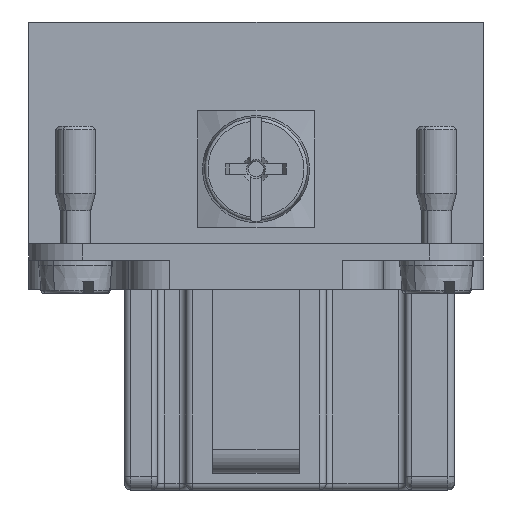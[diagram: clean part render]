
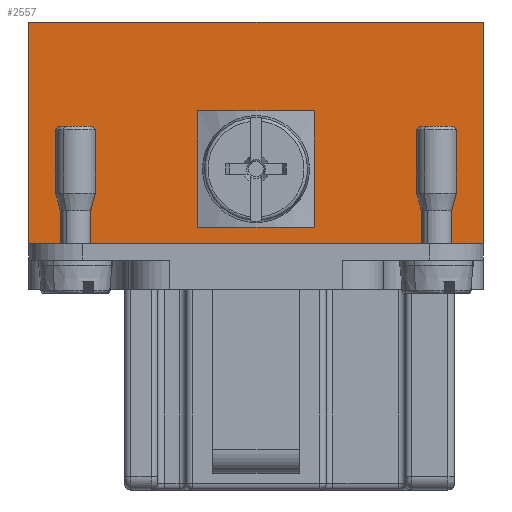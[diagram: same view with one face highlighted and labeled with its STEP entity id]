
A CAD part, left-side view. The second image highlights one B-rep face of the part: STEP entity #2557.
In plain terms, the highlighted planar face has unit normal (-1, 0, 0).
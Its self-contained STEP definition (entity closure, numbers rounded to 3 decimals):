
#2015=FACE_BOUND('',#4402,.T.);
#2016=FACE_BOUND('',#4403,.T.);
#2076=CIRCLE('',#14522,2.);
#2557=ADVANCED_FACE('',(#2015,#2016),#3248,.F.);
#3248=PLANE('',#14760);
#4402=EDGE_LOOP('',(#6240,#6241,#6242,#6243));
#4403=EDGE_LOOP('',(#6244));
#6240=ORIENTED_EDGE('',*,*,#10019,.F.);
#6241=ORIENTED_EDGE('',*,*,#9974,.F.);
#6242=ORIENTED_EDGE('',*,*,#10443,.F.);
#6243=ORIENTED_EDGE('',*,*,#10590,.F.);
#6244=ORIENTED_EDGE('',*,*,#9998,.T.);
#8744=VERTEX_POINT('',#18858);
#8745=VERTEX_POINT('',#18859);
#8765=VERTEX_POINT('',#18965);
#8786=VERTEX_POINT('',#19013);
#9157=VERTEX_POINT('',#20034);
#9974=EDGE_CURVE('',#8744,#8745,#11850,.T.);
#9998=EDGE_CURVE('',#8765,#8765,#2076,.T.);
#10019=EDGE_CURVE('',#8745,#8786,#11874,.T.);
#10443=EDGE_CURVE('',#9157,#8744,#12270,.T.);
#10590=EDGE_CURVE('',#8786,#9157,#12399,.T.);
#11850=LINE('',#18857,#13166);
#11874=LINE('',#19012,#13190);
#12270=LINE('',#20035,#13586);
#12399=LINE('',#20324,#13715);
#13166=VECTOR('',#15523,1.);
#13190=VECTOR('',#15609,1.);
#13586=VECTOR('',#16131,1.);
#13715=VECTOR('',#16336,1.);
#14522=AXIS2_PLACEMENT_3D('',#18964,#15567,#15568);
#14760=AXIS2_PLACEMENT_3D('',#20809,#16799,#16800);
#15523=DIRECTION('',(0.,1.,0.));
#15567=DIRECTION('',(1.,0.,0.));
#15568=DIRECTION('',(0.,1.,0.));
#15609=DIRECTION('',(0.,0.,1.));
#16131=DIRECTION('',(0.,0.,-1.));
#16336=DIRECTION('',(0.,-1.,0.));
#16799=DIRECTION('',(1.,0.,0.));
#16800=DIRECTION('',(0.,-1.,0.));
#18857=CARTESIAN_POINT('',(-72.,-17.,-20.1));
#18858=CARTESIAN_POINT('',(-72.,-17.,-20.1));
#18859=CARTESIAN_POINT('',(-72.,17.,-20.1));
#18964=CARTESIAN_POINT('',(-72.,0.,-14.5));
#18965=CARTESIAN_POINT('',(-72.,2.,-14.5));
#19012=CARTESIAN_POINT('',(-72.,17.,-18.8));
#19013=CARTESIAN_POINT('',(-72.,17.,-3.5));
#20034=CARTESIAN_POINT('',(-72.,-17.,-3.5));
#20035=CARTESIAN_POINT('',(-72.,-17.,-21.3));
#20324=CARTESIAN_POINT('',(-72.,6.05,-3.5));
#20809=CARTESIAN_POINT('',(-72.,4.75,-23.5));
